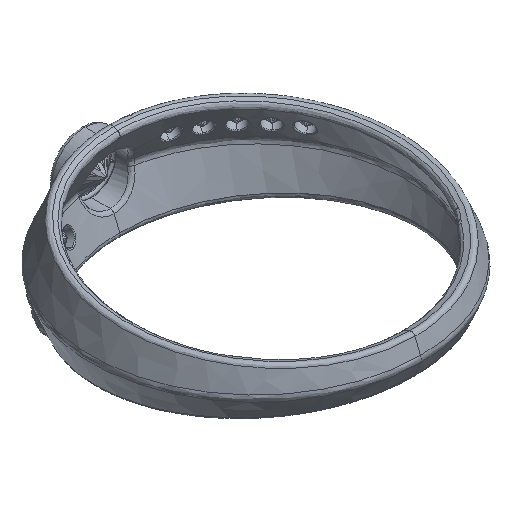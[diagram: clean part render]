
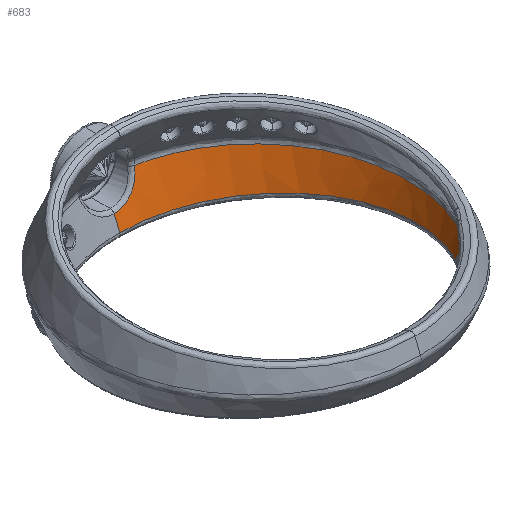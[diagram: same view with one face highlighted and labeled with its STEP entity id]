
A CAD part, isometric view. The second image highlights one B-rep face of the part: STEP entity #683.
In plain terms, the highlighted free-form (B-spline) face has degree [3, 3] with [5, 7] control points.
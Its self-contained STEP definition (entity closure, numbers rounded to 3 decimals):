
#489 = VERTEX_POINT('',#490);
#490 = CARTESIAN_POINT('',(10.873,-6.168,
    -1.73));
#563 = VERTEX_POINT('',#564);
#564 = CARTESIAN_POINT('',(0.,12.5,
    -3.609));
#572 = EDGE_CURVE('',#563,#489,#573,.T.);
#573 = B_SPLINE_CURVE_WITH_KNOTS('',3,(#574,#575,#576,#577,#578,#579,
    #580,#581,#582,#583,#584,#585,#586,#587,#588,#589,#590,#591,#592,
    #593),.UNSPECIFIED.,.F.,.F.,(4,1,1,1,1,1,1,1,1,1,1,1,1,1,1,1,1,4),(
    0.,0.059,0.118,0.176,0.235,
    0.294,0.353,0.412,0.471,
    0.529,0.588,0.647,0.706,
    0.765,0.824,0.882,0.941,1.),
  .UNSPECIFIED.);
#574 = CARTESIAN_POINT('',(0.,12.5,
    -3.609));
#575 = CARTESIAN_POINT('',(0.572,12.5,
    -3.609));
#576 = CARTESIAN_POINT('',(1.716,12.421,-3.6
    ));
#577 = CARTESIAN_POINT('',(3.389,12.073,
    -3.559));
#578 = CARTESIAN_POINT('',(5.021,11.491,-3.493
    ));
#579 = CARTESIAN_POINT('',(6.553,10.692,
    -3.406));
#580 = CARTESIAN_POINT('',(7.963,9.687,-3.299
    ));
#581 = CARTESIAN_POINT('',(9.223,8.498,-3.175)
  );
#582 = CARTESIAN_POINT('',(10.307,7.145,
    -3.038));
#583 = CARTESIAN_POINT('',(11.194,5.653,
    -2.888));
#584 = CARTESIAN_POINT('',(11.867,4.055,
    -2.73));
#585 = CARTESIAN_POINT('',(12.316,2.371,-2.565
    ));
#586 = CARTESIAN_POINT('',(12.521,0.655,
    -2.398));
#587 = CARTESIAN_POINT('',(12.496,-0.925,
    -2.245));
#588 = CARTESIAN_POINT('',(12.31,-2.302,
    -2.11));
#589 = CARTESIAN_POINT('',(12.022,-3.489,
    -1.994));
#590 = CARTESIAN_POINT('',(11.672,-4.514,
    -1.894));
#591 = CARTESIAN_POINT('',(11.287,-5.4,
    -1.806));
#592 = CARTESIAN_POINT('',(11.012,-5.924,
    -1.754));
#593 = CARTESIAN_POINT('',(10.873,-6.168,
    -1.73));
#683 = ADVANCED_FACE('',(#684),#745,.T.);
#684 = FACE_BOUND('',#685,.T.);
#685 = EDGE_LOOP('',(#686,#693,#694,#706,#731));
#686 = ORIENTED_EDGE('',*,*,#687,.F.);
#687 = EDGE_CURVE('',#563,#688,#690,.T.);
#688 = VERTEX_POINT('',#689);
#689 = CARTESIAN_POINT('',(0.,12.999,
    -2.406));
#690 = B_SPLINE_CURVE_WITH_KNOTS('',1,(#691,#692),.UNSPECIFIED.,.F.,.F.,
  (2,2),(0.,0.896),.PIECEWISE_BEZIER_KNOTS.);
#691 = CARTESIAN_POINT('',(0.,12.5,
    -3.609));
#692 = CARTESIAN_POINT('',(0.,12.999,
    -2.406));
#693 = ORIENTED_EDGE('',*,*,#572,.T.);
#694 = ORIENTED_EDGE('',*,*,#695,.F.);
#695 = EDGE_CURVE('',#696,#489,#698,.T.);
#696 = VERTEX_POINT('',#697);
#697 = CARTESIAN_POINT('',(11.163,-6.831,
    -0.278));
#698 = B_SPLINE_CURVE_WITH_KNOTS('',3,(#699,#700,#701,#702,#703,#704,
    #705),.UNSPECIFIED.,.F.,.F.,(4,1,1,1,4),(0.,0.25,0.5,0.75,1.),
  .QUASI_UNIFORM_KNOTS.);
#699 = CARTESIAN_POINT('',(11.163,-6.831,
    -0.278));
#700 = CARTESIAN_POINT('',(11.131,-6.778,
    -0.414));
#701 = CARTESIAN_POINT('',(11.071,-6.671,
    -0.678));
#702 = CARTESIAN_POINT('',(10.992,-6.507,
    -1.053));
#703 = CARTESIAN_POINT('',(10.925,-6.34,
    -1.404));
#704 = CARTESIAN_POINT('',(10.889,-6.226,
    -1.624));
#705 = CARTESIAN_POINT('',(10.873,-6.168,
    -1.73));
#706 = ORIENTED_EDGE('',*,*,#707,.T.);
#707 = EDGE_CURVE('',#696,#708,#710,.T.);
#708 = VERTEX_POINT('',#709);
#709 = CARTESIAN_POINT('',(2.449,13.652,
    -0.278));
#710 = B_SPLINE_CURVE_WITH_KNOTS('',3,(#711,#712,#713,#714,#715,#716,
    #717,#718,#719,#720,#721,#722,#723,#724,#725,#726,#727,#728,#729,
    #730),.UNSPECIFIED.,.F.,.F.,(4,1,1,1,1,1,1,1,1,1,1,1,1,1,1,1,1,4),(
    0.,0.059,0.118,0.176,0.235,
    0.294,0.353,0.412,0.471,
    0.529,0.588,0.647,0.706,
    0.765,0.824,0.882,0.941,1.),
  .UNSPECIFIED.);
#711 = CARTESIAN_POINT('',(11.163,-6.831,
    -0.278));
#712 = CARTESIAN_POINT('',(11.369,-6.519,
    -0.278));
#713 = CARTESIAN_POINT('',(11.785,-5.831,
    -0.278));
#714 = CARTESIAN_POINT('',(12.377,-4.597,
    -0.278));
#715 = CARTESIAN_POINT('',(12.892,-3.133,
    -0.278));
#716 = CARTESIAN_POINT('',(13.249,-1.494,
    -0.278));
#717 = CARTESIAN_POINT('',(13.397,0.231,
    -0.278));
#718 = CARTESIAN_POINT('',(13.32,1.966,
    -0.278));
#719 = CARTESIAN_POINT('',(13.019,3.676,
    -0.278));
#720 = CARTESIAN_POINT('',(12.499,5.333,-0.278
    ));
#721 = CARTESIAN_POINT('',(11.769,6.91,
    -0.278));
#722 = CARTESIAN_POINT('',(10.841,8.38,-0.278
    ));
#723 = CARTESIAN_POINT('',(9.729,9.72,-0.278
    ));
#724 = CARTESIAN_POINT('',(8.475,10.883,
    -0.278));
#725 = CARTESIAN_POINT('',(7.173,11.818,-0.278
    ));
#726 = CARTESIAN_POINT('',(5.902,12.527,
    -0.278));
#727 = CARTESIAN_POINT('',(4.685,13.048,
    -0.278));
#728 = CARTESIAN_POINT('',(3.554,13.413,
    -0.278));
#729 = CARTESIAN_POINT('',(2.811,13.584,-0.278
    ));
#730 = CARTESIAN_POINT('',(2.449,13.652,
    -0.278));
#731 = ORIENTED_EDGE('',*,*,#732,.T.);
#732 = EDGE_CURVE('',#708,#688,#733,.T.);
#733 = B_SPLINE_CURVE_WITH_KNOTS('',3,(#734,#735,#736,#737,#738,#739,
    #740,#741,#742,#743,#744),.UNSPECIFIED.,.F.,.F.,(4,1,1,1,1,1,1,1,4),
  (0.,0.125,0.25,0.375,0.5,0.625,0.75,0.875,1.),.QUASI_UNIFORM_KNOTS.);
#734 = CARTESIAN_POINT('',(2.449,13.652,
    -0.278));
#735 = CARTESIAN_POINT('',(2.423,13.591,
    -0.436));
#736 = CARTESIAN_POINT('',(2.344,13.479,
    -0.735));
#737 = CARTESIAN_POINT('',(2.164,13.346,
    -1.129));
#738 = CARTESIAN_POINT('',(1.926,13.236,-1.483
    ));
#739 = CARTESIAN_POINT('',(1.634,13.149,
    -1.79));
#740 = CARTESIAN_POINT('',(1.306,13.084,
    -2.038));
#741 = CARTESIAN_POINT('',(0.915,13.035,
    -2.241));
#742 = CARTESIAN_POINT('',(0.467,13.005,
    -2.375));
#743 = CARTESIAN_POINT('',(0.159,12.999,-2.406
    ));
#744 = CARTESIAN_POINT('',(0.,12.999,
    -2.406));
#745 = B_SPLINE_SURFACE_WITH_KNOTS('',3,3,(
    (#746,#747,#748,#749,#750,#751,#752)
    ,(#753,#754,#755,#756,#757,#758,#759)
    ,(#760,#761,#762,#763,#764,#765,#766)
    ,(#767,#768,#769,#770,#771,#772,#773)
    ,(#774,#775,#776,#777,#778,#779,#780
    )),.UNSPECIFIED.,.F.,.F.,.F.,(4,1,4),(4,1,1,1,4),(0.061
    ,0.5,0.953),(1.,1.541,2.082,
    2.623,3.163),.UNSPECIFIED.);
#746 = CARTESIAN_POINT('',(10.445,-6.704,
    -1.887));
#747 = CARTESIAN_POINT('',(11.657,-4.825,
    -2.065));
#748 = CARTESIAN_POINT('',(13.041,-0.397,
    -2.474));
#749 = CARTESIAN_POINT('',(11.402,6.379,
    -3.095));
#750 = CARTESIAN_POINT('',(6.498,11.352,
    -3.578));
#751 = CARTESIAN_POINT('',(1.978,12.507,
    -3.71));
#752 = CARTESIAN_POINT('',(-0.273,12.458,
    -3.704));
#753 = CARTESIAN_POINT('',(10.547,-6.772,
    -1.593));
#754 = CARTESIAN_POINT('',(11.781,-4.879,
    -1.744));
#755 = CARTESIAN_POINT('',(13.209,-0.41,
    -2.088));
#756 = CARTESIAN_POINT('',(11.588,6.477,
    -2.613));
#757 = CARTESIAN_POINT('',(6.62,11.562,
    -3.02));
#758 = CARTESIAN_POINT('',(2.015,12.747,
    -3.132));
#759 = CARTESIAN_POINT('',(-0.278,12.697,
    -3.127));
#760 = CARTESIAN_POINT('',(10.754,-6.908,
    -0.995));
#761 = CARTESIAN_POINT('',(12.032,-4.99,-1.089
    ));
#762 = CARTESIAN_POINT('',(13.549,-0.436,
    -1.305));
#763 = CARTESIAN_POINT('',(11.966,6.676,
    -1.632));
#764 = CARTESIAN_POINT('',(6.869,11.987,
    -1.887));
#765 = CARTESIAN_POINT('',(2.09,13.236,
    -1.957));
#766 = CARTESIAN_POINT('',(-0.288,13.183,
    -1.954));
#767 = CARTESIAN_POINT('',(10.962,-7.042,
    -0.398));
#768 = CARTESIAN_POINT('',(12.284,-5.1,
    -0.435));
#769 = CARTESIAN_POINT('',(13.889,-0.462,
    -0.521));
#770 = CARTESIAN_POINT('',(12.345,6.873,-0.652
    ));
#771 = CARTESIAN_POINT('',(7.12,12.412,-0.754
    ));
#772 = CARTESIAN_POINT('',(2.166,13.724,
    -0.782));
#773 = CARTESIAN_POINT('',(-0.299,13.668,
    -0.781));
#774 = CARTESIAN_POINT('',(11.067,-7.11,
    -0.094));
#775 = CARTESIAN_POINT('',(12.412,-5.155,
    -0.103));
#776 = CARTESIAN_POINT('',(14.062,-0.475,
    -0.123));
#777 = CARTESIAN_POINT('',(12.538,6.972,
    -0.154));
#778 = CARTESIAN_POINT('',(7.249,12.627,
    -0.178));
#779 = CARTESIAN_POINT('',(2.206,13.972,-0.185
    ));
#780 = CARTESIAN_POINT('',(-0.304,13.915,
    -0.185));
